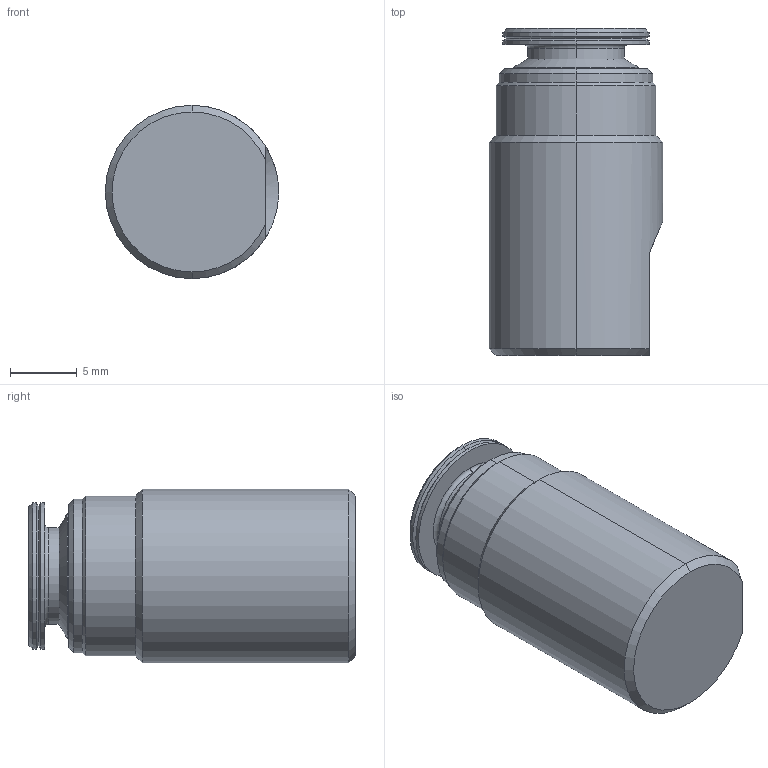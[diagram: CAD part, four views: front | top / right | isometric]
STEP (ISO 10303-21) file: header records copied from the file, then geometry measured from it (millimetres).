
FILE_DESCRIPTION (( 'STEP AP203' ), '1' );
FILE_NAME ('MM510030.STEP', '2010-08-06T07:52:57', ( '' ), ( 'sopra-pneumatic' ), 'SwSTEP 2.0', 'SolidWorks 2009', '' );
FILE_SCHEMA (( 'CONFIG_CONTROL_DESIGN' ));
Length unit declared in the file: millimetre
Products named in the file (1): MM510030
Bounding box: 13 x 24.53 x 13 mm (x, y, z)
Volume: 2163.4 mm3; surface area: 1714.5 mm2
Topology: 1 solids, 1 shells, 60 faces, 129 edges, 73 vertices
Faces by surface type: cone 30, cylinder 22, plane 6, torus 2
Entity records: 1756 total; most frequent: CARTESIAN_POINT 346, DIRECTION 313, ORIENTED_EDGE 254, AXIS2_PLACEMENT_3D 130, EDGE_CURVE 127, VERTEX_POINT 73, CIRCLE 69, EDGE_LOOP 66
